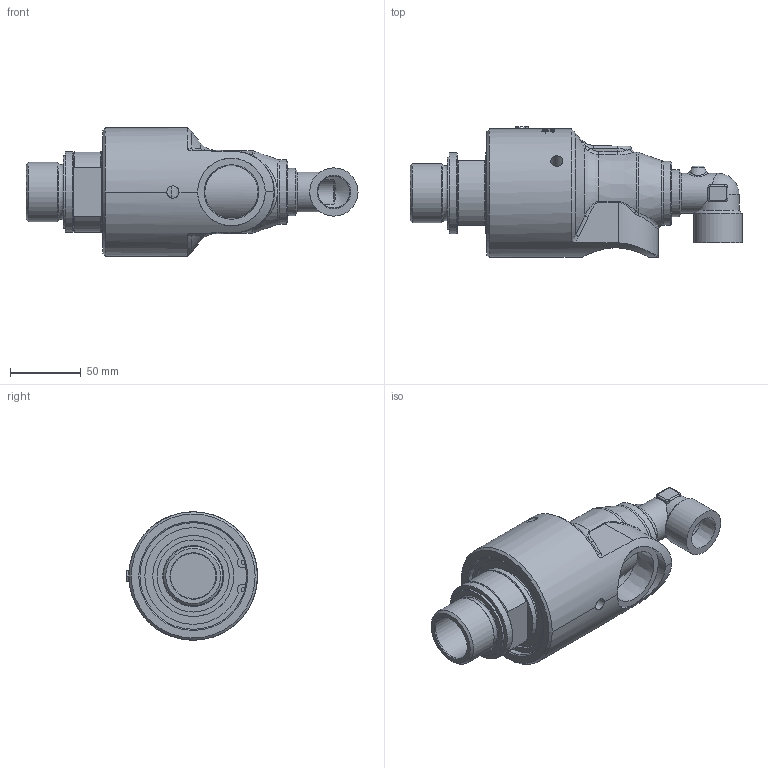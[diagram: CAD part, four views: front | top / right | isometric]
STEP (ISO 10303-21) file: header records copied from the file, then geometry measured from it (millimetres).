
FILE_DESCRIPTION(/* description */ (''),/* implementation_level */ '2;1');
FILE_NAME(/* name */ '527-050-055079-IC.stp',/* time_stamp */ '2020-05-19T15:58:52-05:00',/* author */ ('GALINDOLM'),/* organization */ (''),/* preprocessor_version */ 'ST-DEVELOPER v18',/* originating_system */ 'Autodesk Inventor 2020',/* authorisation */ '');
FILE_SCHEMA (('AUTOMOTIVE_DESIGN { 1 0 10303 214 3 1 1 }'));
Products named in the file (1): 527-050-055079-IC
Bounding box: 233.87 x 92.2 x 90.5 mm (x, y, z)
Volume: 628852.9 mm3; surface area: 84930.3 mm2
Topology: 1 solids, 2 shells, 530 faces, 1397 edges, 917 vertices
Faces by surface type: bspline 252, plane 143, cylinder 97, cone 30, torus 7, sphere 1
Full cylindrical faces by diameter (mm): 2.794 x2, 5.359 x1, 8.6 x3, 18.631 x1, 22.631 x1, 28 x1, 31.8 x1, 34 x1, 41.91 x1, 42.9 x1, 47.6 x1, 50.05 x1, 50.8 x1, 57 x2, 75.08 x1, 80.8 x1
Entity records: 70329 total; most frequent: CARTESIAN_POINT 58112, ORIENTED_EDGE 2790, DIRECTION 1962, EDGE_CURVE 1395, VERTEX_POINT 917, AXIS2_PLACEMENT_3D 740, EDGE_LOOP 580, FACE_OUTER_BOUND 530
